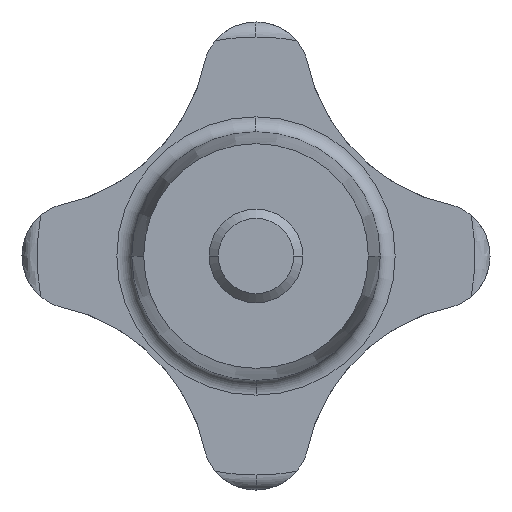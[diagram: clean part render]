
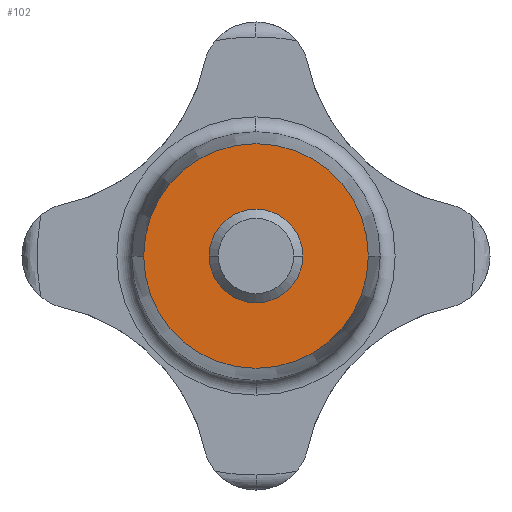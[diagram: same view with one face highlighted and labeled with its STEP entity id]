
A CAD part, front view. The second image highlights one B-rep face of the part: STEP entity #102.
In plain terms, the highlighted planar face has unit normal (0, -1, 0).
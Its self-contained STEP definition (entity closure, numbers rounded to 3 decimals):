
#102 = ADVANCED_FACE( '', ( #162, #163 ), #164, .T. );
#162 = FACE_BOUND( '', #228, .T. );
#163 = FACE_OUTER_BOUND( '', #229, .T. );
#164 = PLANE( '', #230 );
#228 = EDGE_LOOP( '', ( #456, #457 ) );
#229 = EDGE_LOOP( '', ( #458, #459 ) );
#230 = AXIS2_PLACEMENT_3D( '', #460, #461, #462 );
#456 = ORIENTED_EDGE( '', *, *, #538, .T. );
#457 = ORIENTED_EDGE( '', *, *, #537, .T. );
#458 = ORIENTED_EDGE( '', *, *, #519, .F. );
#459 = ORIENTED_EDGE( '', *, *, #593, .F. );
#460 = CARTESIAN_POINT( '', ( 3., 0., 0. ) );
#461 = DIRECTION( '', ( 0., -1., 0. ) );
#462 = DIRECTION( '', ( -1., 0., 0. ) );
#519 = EDGE_CURVE( '', #613, #616, #617, .T. );
#537 = EDGE_CURVE( '', #646, #648, #650, .T. );
#538 = EDGE_CURVE( '', #648, #646, #651, .T. );
#593 = EDGE_CURVE( '', #616, #613, #738, .T. );
#613 = VERTEX_POINT( '', #768 );
#616 = VERTEX_POINT( '', #772 );
#617 = CIRCLE( '', #773, 6. );
#646 = VERTEX_POINT( '', #836 );
#648 = VERTEX_POINT( '', #839 );
#650 = CIRCLE( '', #842, 2.5 );
#651 = CIRCLE( '', #843, 2.5 );
#738 = CIRCLE( '', #1174, 6. );
#768 = CARTESIAN_POINT( '', ( 6., 0., 0. ) );
#772 = CARTESIAN_POINT( '', ( -6., 0., 0. ) );
#773 = AXIS2_PLACEMENT_3D( '', #1201, #1202, #1203 );
#836 = CARTESIAN_POINT( '', ( 2.5, 0., 0. ) );
#839 = CARTESIAN_POINT( '', ( -2.5, 0., 0. ) );
#842 = AXIS2_PLACEMENT_3D( '', #1236, #1237, #1238 );
#843 = AXIS2_PLACEMENT_3D( '', #1239, #1240, #1241 );
#1174 = AXIS2_PLACEMENT_3D( '', #1316, #1317, #1318 );
#1201 = CARTESIAN_POINT( '', ( 0., 0., 0. ) );
#1202 = DIRECTION( '', ( 0., 1., 0. ) );
#1203 = DIRECTION( '', ( 1., 0., 0. ) );
#1236 = CARTESIAN_POINT( '', ( 0., 0., 0. ) );
#1237 = DIRECTION( '', ( 0., 1., 0. ) );
#1238 = DIRECTION( '', ( 1., 0., 0. ) );
#1239 = CARTESIAN_POINT( '', ( 0., 0., 0. ) );
#1240 = DIRECTION( '', ( 0., 1., 0. ) );
#1241 = DIRECTION( '', ( 1., 0., 0. ) );
#1316 = CARTESIAN_POINT( '', ( 0., 0., 0. ) );
#1317 = DIRECTION( '', ( 0., 1., 0. ) );
#1318 = DIRECTION( '', ( 1., 0., 0. ) );
